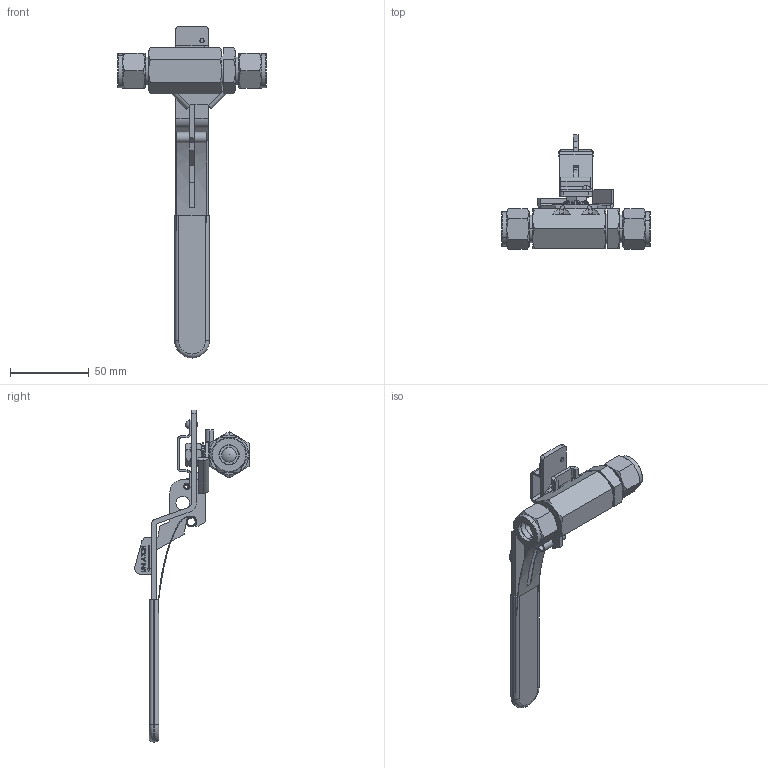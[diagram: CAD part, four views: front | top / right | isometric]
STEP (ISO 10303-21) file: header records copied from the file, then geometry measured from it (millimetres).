
FILE_DESCRIPTION (( 'STEP AP203' ), '1' );
FILE_NAME ('8204XXC8LL.step', '2018-03-12T14:55:28', ( '' ), ( '' ), 'SwSTEP 2.0', 'SolidWorks 2017', '' );
FILE_SCHEMA (( 'CONFIG_CONTROL_DESIGN' ));
Length unit declared in the file: inch
Products named in the file (1): 8204XXC8LL
Bounding box: 94.45 x 72.75 x 210.88 mm (x, y, z)
Volume: 64935.8 mm3; surface area: 58435 mm2
Topology: 28 solids, 28 shells, 1012 faces, 2577 edges, 1664 vertices
Faces by surface type: plane 438, cylinder 288, bspline 142, cone 116, torus 20, sphere 8
Entity records: 65600 total; most frequent: CARTESIAN_POINT 42654, ORIENTED_EDGE 5134, DIRECTION 4178, EDGE_CURVE 2567, VERTEX_POINT 1658, AXIS2_PLACEMENT_3D 1405, VECTOR 1368, LINE 1368
